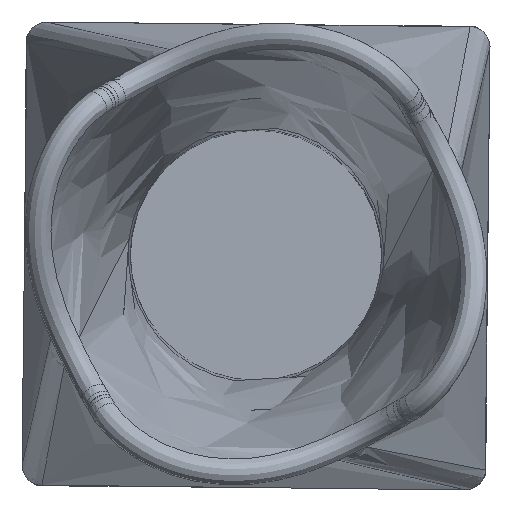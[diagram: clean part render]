
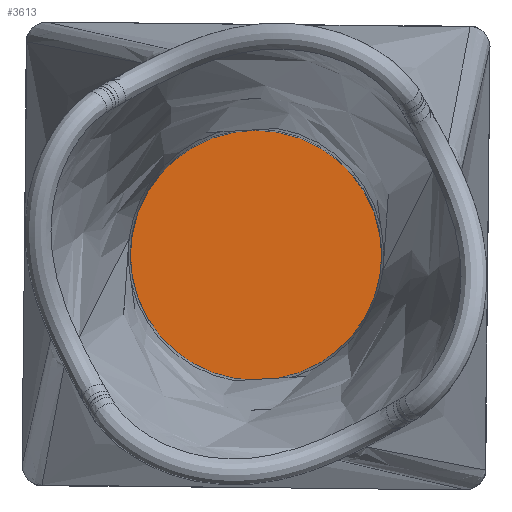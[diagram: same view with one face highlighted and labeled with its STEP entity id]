
A CAD part, top view. The second image highlights one B-rep face of the part: STEP entity #3613.
In plain terms, the highlighted planar face has unit normal (0, 0, 1).
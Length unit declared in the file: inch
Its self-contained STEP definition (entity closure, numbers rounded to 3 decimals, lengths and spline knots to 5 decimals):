
#237 = DIRECTION ( 'NONE',  ( -1., 0., 0. ) ) ;
#382 = CARTESIAN_POINT ( 'NONE',  ( 0., 0., 0.25 ) ) ;
#444 = AXIS2_PLACEMENT_3D ( 'NONE', #382, #4286, #945 ) ;
#713 = FACE_OUTER_BOUND ( 'NONE', #5104, .T. ) ;
#761 = EDGE_CURVE ( 'NONE', #4034, #6608, #6329, .T. ) ;
#945 = DIRECTION ( 'NONE',  ( -1., 0., 0. ) ) ;
#1124 = CARTESIAN_POINT ( 'NONE',  ( 0., 0., 0.25 ) ) ;
#1694 = DIRECTION ( 'NONE',  ( -1., 0., 0. ) ) ;
#1718 = AXIS2_PLACEMENT_3D ( 'NONE', #5819, #3585, #237 ) ;
#2107 = ORIENTED_EDGE ( 'NONE', *, *, #4368, .T. ) ;
#2823 = CIRCLE ( 'NONE', #444, 0.93576 ) ;
#3025 = ORIENTED_EDGE ( 'NONE', *, *, #761, .T. ) ;
#3585 = DIRECTION ( 'NONE',  ( 0., 0., -1. ) ) ;
#3613 = ADVANCED_FACE ( 'NONE', ( #713 ), #6393, .F. ) ;
#3998 = CARTESIAN_POINT ( 'NONE',  ( -0.93576, 0., 0.25 ) ) ;
#4034 = VERTEX_POINT ( 'NONE', #6468 ) ;
#4286 = DIRECTION ( 'NONE',  ( 0., 0., 1. ) ) ;
#4368 = EDGE_CURVE ( 'NONE', #6608, #4034, #2823, .T. ) ;
#5032 = DIRECTION ( 'NONE',  ( 0., 0., 1. ) ) ;
#5104 = EDGE_LOOP ( 'NONE', ( #2107, #3025 ) ) ;
#5819 = CARTESIAN_POINT ( 'NONE',  ( 0., 0., 0.25 ) ) ;
#6329 = CIRCLE ( 'NONE', #6910, 0.93576 ) ;
#6393 = PLANE ( 'NONE',  #1718 ) ;
#6468 = CARTESIAN_POINT ( 'NONE',  ( 0.93576, 0., 0.25 ) ) ;
#6608 = VERTEX_POINT ( 'NONE', #3998 ) ;
#6910 = AXIS2_PLACEMENT_3D ( 'NONE', #1124, #5032, #1694 ) ;
